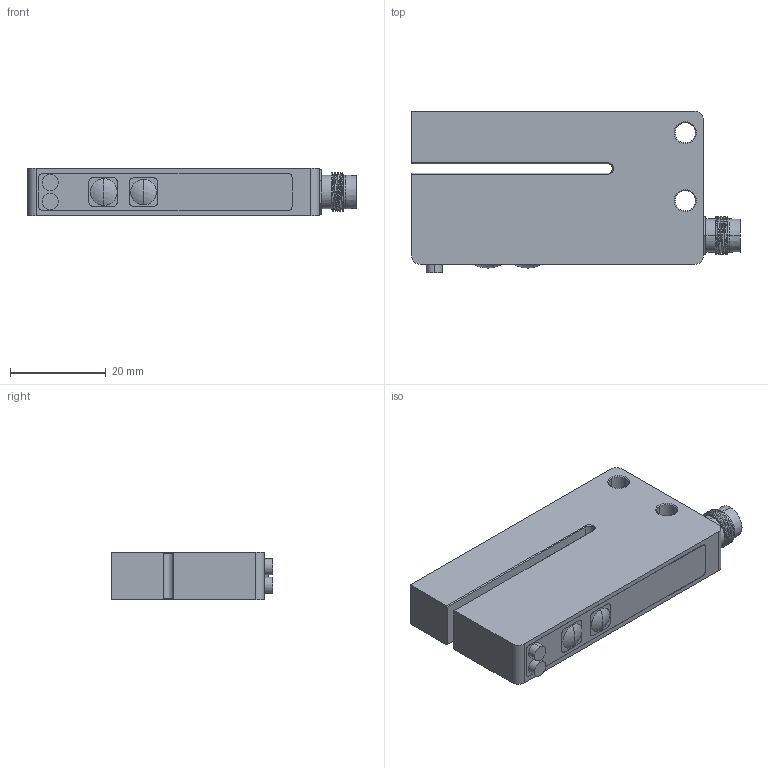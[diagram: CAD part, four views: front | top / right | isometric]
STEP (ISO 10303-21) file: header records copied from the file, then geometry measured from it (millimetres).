
FILE_DESCRIPTION((''),'2;1');
FILE_NAME('KIM07-0204NP_ASM','2017-12-21T',('Gavin'),(''),'PRO/ENGINEER BY PARAMETRIC TECHNOLOGY CORPORATION, 2009440','PRO/ENGINEER BY PARAMETRIC TECHNOLOGY CORPORATION, 2009440','');
FILE_SCHEMA(('CONFIG_CONTROL_DESIGN'));
Length unit declared in the file: millimetre
Products named in the file (3): KUM08-0307; KIM07; KIM07-0204NP_ASM
Assembly tree (2 placements, depth 2):
  KIM07-0204NP_ASM
    KUM08-0307
    KIM07
Bounding box: 68.7 x 33.8 x 10 mm (x, y, z)
Volume: 18558.4 mm3; surface area: 7251.8 mm2
Topology: 3 solids, 3 shells, 145 faces, 355 edges, 226 vertices
Faces by surface type: cylinder 63, plane 56, cone 12, sphere 12, bspline 2
Entity records: 5546 total; most frequent: CARTESIAN_POINT 1990, DIRECTION 762, ORIENTED_EDGE 694, EDGE_CURVE 347, AXIS2_PLACEMENT_3D 288, VERTEX_POINT 226, VECTOR 186, LINE 186
